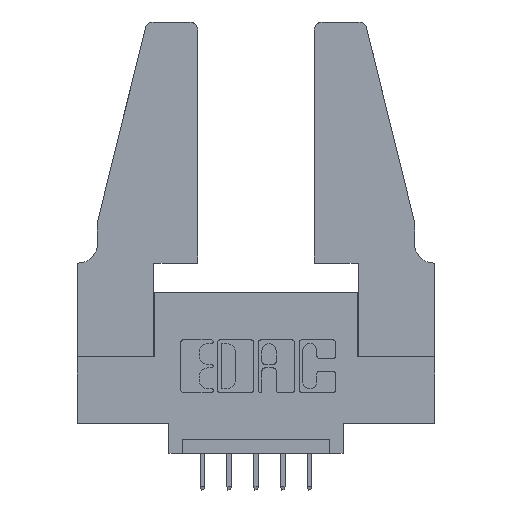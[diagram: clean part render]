
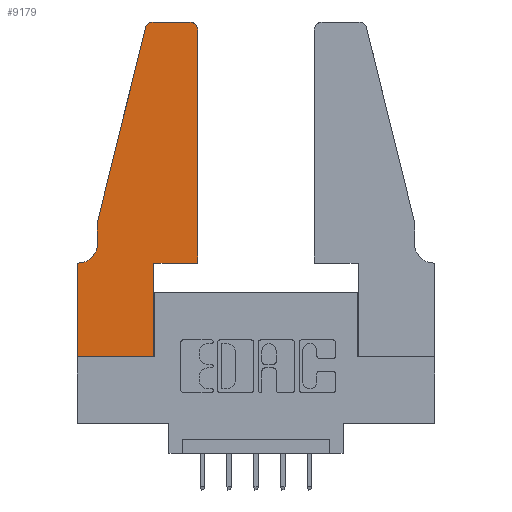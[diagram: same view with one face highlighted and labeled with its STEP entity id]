
A CAD part, top view. The second image highlights one B-rep face of the part: STEP entity #9179.
In plain terms, the highlighted planar face has unit normal (0, 0, 1).
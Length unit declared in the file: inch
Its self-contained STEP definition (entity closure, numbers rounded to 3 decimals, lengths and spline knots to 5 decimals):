
#51 = EDGE_CURVE ( 'NONE', #4318, #7750, #5344, .T. ) ;
#385 = CIRCLE ( 'NONE', #2899, 0.03 ) ;
#571 = VECTOR ( 'NONE', #6319, 39.37008 ) ;
#577 = VECTOR ( 'NONE', #4559, 39.37008 ) ;
#819 = CARTESIAN_POINT ( 'NONE',  ( 0.4505, 0.35, 0.37 ) ) ;
#833 = CARTESIAN_POINT ( 'NONE',  ( 0.0755, 0.5, 0.37 ) ) ;
#956 = EDGE_CURVE ( 'NONE', #3609, #3095, #7402, .T. ) ;
#1026 = VECTOR ( 'NONE', #6562, 39.37008 ) ;
#1065 = ORIENTED_EDGE ( 'NONE', *, *, #5760, .T. ) ;
#1077 = CARTESIAN_POINT ( 'NONE',  ( 0.284, 1.25, 0.37 ) ) ;
#1108 = AXIS2_PLACEMENT_3D ( 'NONE', #10355, #2657, #7870 ) ;
#1323 = ORIENTED_EDGE ( 'NONE', *, *, #2247, .T. ) ;
#1347 = CARTESIAN_POINT ( 'NONE',  ( 0.0055, 0.35, 0.37 ) ) ;
#1432 = LINE ( 'NONE', #819, #10830 ) ;
#1518 = VECTOR ( 'NONE', #3938, 39.37008 ) ;
#1591 = VERTEX_POINT ( 'NONE', #7014 ) ;
#1621 = LINE ( 'NONE', #833, #4230 ) ;
#2060 = CARTESIAN_POINT ( 'NONE',  ( 0.0755, 0.42, 0.37 ) ) ;
#2247 = EDGE_CURVE ( 'NONE', #10421, #3609, #7528, .T. ) ;
#2278 = DIRECTION ( 'NONE',  ( 1., 0., 0. ) ) ;
#2352 = DIRECTION ( 'NONE',  ( 0., -1., 0. ) ) ;
#2369 = VECTOR ( 'NONE', #2278, 39.37008 ) ;
#2604 = DIRECTION ( 'NONE',  ( 0., 0., -1. ) ) ;
#2657 = DIRECTION ( 'NONE',  ( 0., 0., 1. ) ) ;
#2885 = CARTESIAN_POINT ( 'NONE',  ( 0., 0., 0.37 ) ) ;
#2899 = AXIS2_PLACEMENT_3D ( 'NONE', #2936, #9901, #9794 ) ;
#2934 = AXIS2_PLACEMENT_3D ( 'NONE', #7536, #6639, #3322 ) ;
#2936 = CARTESIAN_POINT ( 'NONE',  ( 0.284, 1.22, 0.37 ) ) ;
#3095 = VERTEX_POINT ( 'NONE', #8852 ) ;
#3202 = CARTESIAN_POINT ( 'NONE',  ( 0.2865, 0.35, 0.37 ) ) ;
#3322 = DIRECTION ( 'NONE',  ( 1., 0., 0. ) ) ;
#3347 = CARTESIAN_POINT ( 'NONE',  ( 0.0755, 0.35, 0.37 ) ) ;
#3467 = VECTOR ( 'NONE', #6899, 39.37008 ) ;
#3494 = FACE_OUTER_BOUND ( 'NONE', #5114, .T. ) ;
#3609 = VERTEX_POINT ( 'NONE', #1347 ) ;
#3828 = ORIENTED_EDGE ( 'NONE', *, *, #6198, .T. ) ;
#3938 = DIRECTION ( 'NONE',  ( 0., 1., 0. ) ) ;
#4230 = VECTOR ( 'NONE', #2352, 39.37008 ) ;
#4302 = ORIENTED_EDGE ( 'NONE', *, *, #8486, .T. ) ;
#4318 = VERTEX_POINT ( 'NONE', #4743 ) ;
#4403 = VERTEX_POINT ( 'NONE', #8274 ) ;
#4475 = CARTESIAN_POINT ( 'NONE',  ( 0.4505, 0.35, 0.37 ) ) ;
#4479 = ORIENTED_EDGE ( 'NONE', *, *, #8328, .T. ) ;
#4559 = DIRECTION ( 'NONE',  ( -1., 0., 0. ) ) ;
#4743 = CARTESIAN_POINT ( 'NONE',  ( 0.25487, 1.22718, 0.37 ) ) ;
#5114 = EDGE_LOOP ( 'NONE', ( #10956, #5368, #10782, #3828, #1323, #5287, #4302, #4479, #1065, #9249, #10427, #6148 ) ) ;
#5197 = DIRECTION ( 'NONE',  ( -1., 0., 0. ) ) ;
#5287 = ORIENTED_EDGE ( 'NONE', *, *, #956, .T. ) ;
#5344 = LINE ( 'NONE', #7794, #3467 ) ;
#5368 = ORIENTED_EDGE ( 'NONE', *, *, #8919, .T. ) ;
#5414 = LINE ( 'NONE', #7758, #577 ) ;
#5737 = VERTEX_POINT ( 'NONE', #8151 ) ;
#5760 = EDGE_CURVE ( 'NONE', #7010, #7578, #10927, .T. ) ;
#6005 = LINE ( 'NONE', #4475, #8434 ) ;
#6148 = ORIENTED_EDGE ( 'NONE', *, *, #10991, .T. ) ;
#6198 = EDGE_CURVE ( 'NONE', #7750, #10421, #1621, .T. ) ;
#6319 = DIRECTION ( 'NONE',  ( 0., -1., 0. ) ) ;
#6510 = VERTEX_POINT ( 'NONE', #8404 ) ;
#6562 = DIRECTION ( 'NONE',  ( -1., 0., 0. ) ) ;
#6639 = DIRECTION ( 'NONE',  ( 0., 0., 1. ) ) ;
#6815 = AXIS2_PLACEMENT_3D ( 'NONE', #10301, #2604, #5197 ) ;
#6890 = CIRCLE ( 'NONE', #2934, 0.03 ) ;
#6899 = DIRECTION ( 'NONE',  ( -0.239, -0.971, 0. ) ) ;
#7010 = VERTEX_POINT ( 'NONE', #10750 ) ;
#7014 = CARTESIAN_POINT ( 'NONE',  ( 0.4505, 0.35, 0.37 ) ) ;
#7222 = DIRECTION ( 'NONE',  ( 1., 0., 0. ) ) ;
#7239 = EDGE_CURVE ( 'NONE', #7578, #1591, #6005, .T. ) ;
#7248 = CARTESIAN_POINT ( 'NONE',  ( 0.2865, 0.35, 0.37 ) ) ;
#7327 = LINE ( 'NONE', #9967, #2369 ) ;
#7402 = LINE ( 'NONE', #3347, #1026 ) ;
#7504 = DIRECTION ( 'NONE',  ( 0., 1., 0. ) ) ;
#7528 = CIRCLE ( 'NONE', #6815, 0.07 ) ;
#7536 = CARTESIAN_POINT ( 'NONE',  ( 0.4205, 1.22, 0.37 ) ) ;
#7578 = VERTEX_POINT ( 'NONE', #7248 ) ;
#7750 = VERTEX_POINT ( 'NONE', #9636 ) ;
#7758 = CARTESIAN_POINT ( 'NONE',  ( 0.2605, 1.25, 0.37 ) ) ;
#7794 = CARTESIAN_POINT ( 'NONE',  ( 0.0755, 0.5, 0.37 ) ) ;
#7870 = DIRECTION ( 'NONE',  ( 1., 0., 0. ) ) ;
#8151 = CARTESIAN_POINT ( 'NONE',  ( 0.4505, 1.22, 0.37 ) ) ;
#8274 = CARTESIAN_POINT ( 'NONE',  ( 0.4205, 1.25, 0.37 ) ) ;
#8328 = EDGE_CURVE ( 'NONE', #6510, #7010, #7327, .T. ) ;
#8404 = CARTESIAN_POINT ( 'NONE',  ( 0., 0., 0.37 ) ) ;
#8434 = VECTOR ( 'NONE', #7222, 39.37008 ) ;
#8486 = EDGE_CURVE ( 'NONE', #3095, #6510, #10603, .T. ) ;
#8852 = CARTESIAN_POINT ( 'NONE',  ( 0., 0.35, 0.37 ) ) ;
#8919 = EDGE_CURVE ( 'NONE', #10807, #4318, #385, .T. ) ;
#9110 = EDGE_CURVE ( 'NONE', #4403, #10807, #5414, .T. ) ;
#9179 = ADVANCED_FACE ( 'NONE', ( #3494 ), #9608, .T. ) ;
#9249 = ORIENTED_EDGE ( 'NONE', *, *, #7239, .T. ) ;
#9608 = PLANE ( 'NONE',  #1108 ) ;
#9636 = CARTESIAN_POINT ( 'NONE',  ( 0.0755, 0.5, 0.37 ) ) ;
#9679 = EDGE_CURVE ( 'NONE', #1591, #5737, #1432, .T. ) ;
#9794 = DIRECTION ( 'NONE',  ( 1., 0., 0. ) ) ;
#9901 = DIRECTION ( 'NONE',  ( 0., 0., 1. ) ) ;
#9967 = CARTESIAN_POINT ( 'NONE',  ( 0., 0., 0.37 ) ) ;
#10301 = CARTESIAN_POINT ( 'NONE',  ( 0.0055, 0.42, 0.37 ) ) ;
#10355 = CARTESIAN_POINT ( 'NONE',  ( 0., 0.35, 0.37 ) ) ;
#10421 = VERTEX_POINT ( 'NONE', #2060 ) ;
#10427 = ORIENTED_EDGE ( 'NONE', *, *, #9679, .T. ) ;
#10603 = LINE ( 'NONE', #2885, #571 ) ;
#10750 = CARTESIAN_POINT ( 'NONE',  ( 0.2865, 0., 0.37 ) ) ;
#10782 = ORIENTED_EDGE ( 'NONE', *, *, #51, .T. ) ;
#10807 = VERTEX_POINT ( 'NONE', #1077 ) ;
#10830 = VECTOR ( 'NONE', #7504, 39.37008 ) ;
#10927 = LINE ( 'NONE', #3202, #1518 ) ;
#10956 = ORIENTED_EDGE ( 'NONE', *, *, #9110, .T. ) ;
#10991 = EDGE_CURVE ( 'NONE', #5737, #4403, #6890, .T. ) ;
